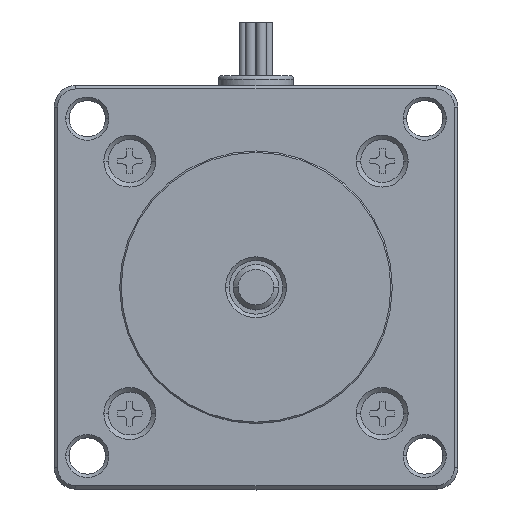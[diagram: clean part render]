
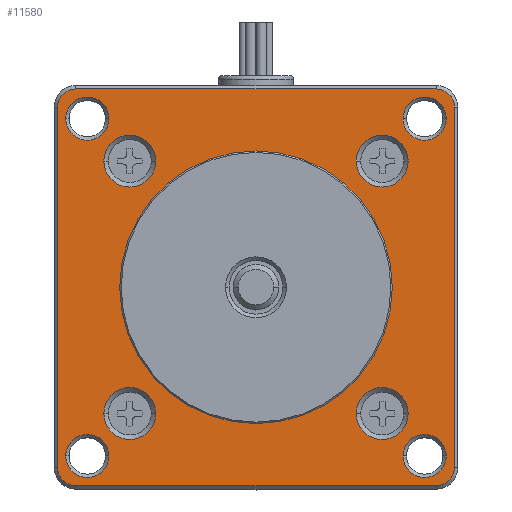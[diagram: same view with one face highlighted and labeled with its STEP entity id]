
A CAD part, top view. The second image highlights one B-rep face of the part: STEP entity #11580.
In plain terms, the highlighted planar face has unit normal (0, 0, 1).
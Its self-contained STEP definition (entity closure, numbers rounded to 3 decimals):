
#8610=CARTESIAN_POINT('',(17.642,-17.642,
0.));
#8620=DIRECTION('',(-0.,-0.,-1.));
#8630=DIRECTION('',(1.,0.,0.));
#8640=AXIS2_PLACEMENT_3D('',#8610,#8620,#8630);
#8650=CIRCLE('',#8640,3.63);
#8660=CARTESIAN_POINT('',(17.642,-14.012,
0.));
#8670=VERTEX_POINT('',#8660);
#8680=CARTESIAN_POINT('',(21.272,-17.642,0.));
#8690=VERTEX_POINT('',#8680);
#8700=EDGE_CURVE('',#8670,#8690,#8650,.T.);
#8840=CARTESIAN_POINT('',(14.012,-17.642,
0.));
#8850=VERTEX_POINT('',#8840);
#8880=EDGE_CURVE('',#8850,#8670,#8650,.T.);
#9530=CARTESIAN_POINT('',(-27.72,-27.72,0.));
#9540=DIRECTION('',(0.,0.,1.));
#9550=DIRECTION('',(1.,0.,-0.));
#9560=AXIS2_PLACEMENT_3D('',#9530,#9540,#9550);
#9570=PLANE('',#9560);
#9580=CARTESIAN_POINT('',(0.,27.72,-0.));
#9590=DIRECTION('',(1.,-0.,-0.));
#9600=VECTOR('',#9590,1.);
#9610=LINE('',#9580,#9600);
#9620=CARTESIAN_POINT('',(-25.2,27.72,0.));
#9630=VERTEX_POINT('',#9620);
#9640=CARTESIAN_POINT('',(25.2,27.72,0.));
#9650=VERTEX_POINT('',#9640);
#9660=EDGE_CURVE('',#9630,#9650,#9610,.T.);
#9670=ORIENTED_EDGE('',*,*,#9660,.F.);
#9680=CARTESIAN_POINT('',(25.2,25.2,0.));
#9690=DIRECTION('',(-0.,-0.,1.));
#9700=DIRECTION('',(-1.,0.,-0.));
#9710=AXIS2_PLACEMENT_3D('',#9680,#9690,#9700);
#9720=CIRCLE('',#9710,2.52);
#9730=CARTESIAN_POINT('',(27.72,25.2,
0.));
#9740=VERTEX_POINT('',#9730);
#9750=EDGE_CURVE('',#9740,#9650,#9720,.T.);
#9760=ORIENTED_EDGE('',*,*,#9750,.T.);
#9770=CARTESIAN_POINT('',(27.72,0.,0.));
#9780=DIRECTION('',(0.,-1.,-0.));
#9790=VECTOR('',#9780,1.);
#9800=LINE('',#9770,#9790);
#9810=CARTESIAN_POINT('',(27.72,-25.2,0.));
#9820=VERTEX_POINT('',#9810);
#9830=EDGE_CURVE('',#9740,#9820,#9800,.T.);
#9840=ORIENTED_EDGE('',*,*,#9830,.F.);
#9850=CARTESIAN_POINT('',(25.2,-25.2,0.));
#9860=DIRECTION('',(-0.,-0.,1.));
#9870=DIRECTION('',(-1.,0.,-0.));
#9880=AXIS2_PLACEMENT_3D('',#9850,#9860,#9870);
#9890=CIRCLE('',#9880,2.52);
#9900=CARTESIAN_POINT('',(25.2,-27.72,0.));
#9910=VERTEX_POINT('',#9900);
#9920=EDGE_CURVE('',#9910,#9820,#9890,.T.);
#9930=ORIENTED_EDGE('',*,*,#9920,.T.);
#9940=CARTESIAN_POINT('',(0.,-27.72,0.));
#9950=DIRECTION('',(-1.,-0.,-0.));
#9960=VECTOR('',#9950,1.);
#9970=LINE('',#9940,#9960);
#9980=CARTESIAN_POINT('',(-25.2,-27.72,0.));
#9990=VERTEX_POINT('',#9980);
#10000=EDGE_CURVE('',#9910,#9990,#9970,.T.);
#10010=ORIENTED_EDGE('',*,*,#10000,.F.);
#10020=CARTESIAN_POINT('',(-25.2,-25.2,0.));
#10030=DIRECTION('',(-0.,-0.,1.));
#10040=DIRECTION('',(-1.,0.,-0.));
#10050=AXIS2_PLACEMENT_3D('',#10020,#10030,#10040);
#10060=CIRCLE('',#10050,2.52);
#10070=CARTESIAN_POINT('',(-27.72,-25.2,0.));
#10080=VERTEX_POINT('',#10070);
#10090=EDGE_CURVE('',#10080,#9990,#10060,.T.);
#10100=ORIENTED_EDGE('',*,*,#10090,.T.);
#10110=CARTESIAN_POINT('',(-27.72,0.,0.));
#10120=DIRECTION('',(0.,1.,-0.));
#10130=VECTOR('',#10120,1.);
#10140=LINE('',#10110,#10130);
#10150=CARTESIAN_POINT('',(-27.72,25.2,0.));
#10160=VERTEX_POINT('',#10150);
#10170=EDGE_CURVE('',#10080,#10160,#10140,.T.);
#10180=ORIENTED_EDGE('',*,*,#10170,.F.);
#10190=CARTESIAN_POINT('',(-25.2,25.2,0.));
#10200=DIRECTION('',(-0.,-0.,1.));
#10210=DIRECTION('',(-1.,0.,-0.));
#10220=AXIS2_PLACEMENT_3D('',#10190,#10200,#10210);
#10230=CIRCLE('',#10220,2.52);
#10240=EDGE_CURVE('',#9630,#10160,#10230,.T.);
#10250=ORIENTED_EDGE('',*,*,#10240,.T.);
#10260=EDGE_LOOP('',(#10250,#10180,#10100,#10010,#9930,#9840,#9760,#9670
));
#10270=FACE_OUTER_BOUND('',#10260,.T.);
#10280=CARTESIAN_POINT('',(17.642,17.642,
0.));
#10290=DIRECTION('',(-0.,-0.,-1.));
#10300=DIRECTION('',(1.,0.,0.));
#10310=AXIS2_PLACEMENT_3D('',#10280,#10290,#10300);
#10320=CIRCLE('',#10310,3.63);
#10330=CARTESIAN_POINT('',(14.012,17.642,
0.));
#10340=VERTEX_POINT('',#10330);
#10350=CARTESIAN_POINT('',(21.272,17.642,
0.));
#10360=VERTEX_POINT('',#10350);
#10370=EDGE_CURVE('',#10340,#10360,#10320,.T.);
#10380=ORIENTED_EDGE('',*,*,#10370,.T.);
#10390=EDGE_CURVE('',#10360,#10340,#10320,.T.);
#10400=ORIENTED_EDGE('',*,*,#10390,.T.);
#10410=EDGE_LOOP('',(#10400,#10380));
#10420=FACE_BOUND('',#10410,.T.);
#10430=CARTESIAN_POINT('',(-17.642,17.642,
0.));
#10440=DIRECTION('',(-0.,-0.,-1.));
#10450=DIRECTION('',(1.,0.,0.));
#10460=AXIS2_PLACEMENT_3D('',#10430,#10440,#10450);
#10470=CIRCLE('',#10460,3.63);
#10480=CARTESIAN_POINT('',(-21.272,17.642,
0.));
#10490=VERTEX_POINT('',#10480);
#10500=CARTESIAN_POINT('',(-14.012,17.642,
0.));
#10510=VERTEX_POINT('',#10500);
#10520=EDGE_CURVE('',#10490,#10510,#10470,.T.);
#10530=ORIENTED_EDGE('',*,*,#10520,.T.);
#10540=CARTESIAN_POINT('',(-17.642,14.012,
0.));
#10550=VERTEX_POINT('',#10540);
#10560=EDGE_CURVE('',#10550,#10490,#10470,.T.);
#10570=ORIENTED_EDGE('',*,*,#10560,.T.);
#10580=EDGE_CURVE('',#10510,#10550,#10470,.T.);
#10590=ORIENTED_EDGE('',*,*,#10580,.T.);
#10600=EDGE_LOOP('',(#10590,#10570,#10530));
#10610=FACE_BOUND('',#10600,.T.);
#10620=CARTESIAN_POINT('',(-17.642,-17.642,
0.));
#10630=DIRECTION('',(-0.,-0.,-1.));
#10640=DIRECTION('',(1.,0.,0.));
#10650=AXIS2_PLACEMENT_3D('',#10620,#10630,#10640);
#10660=CIRCLE('',#10650,3.63);
#10670=CARTESIAN_POINT('',(-21.272,-17.642,
0.));
#10680=VERTEX_POINT('',#10670);
#10690=CARTESIAN_POINT('',(-14.012,-17.642,
0.));
#10700=VERTEX_POINT('',#10690);
#10710=EDGE_CURVE('',#10680,#10700,#10660,.T.);
#10720=ORIENTED_EDGE('',*,*,#10710,.T.);
#10730=EDGE_CURVE('',#10700,#10680,#10660,.T.);
#10740=ORIENTED_EDGE('',*,*,#10730,.T.);
#10750=EDGE_LOOP('',(#10740,#10720));
#10760=FACE_BOUND('',#10750,.T.);
#10770=EDGE_CURVE('',#8690,#8850,#8650,.T.);
#10780=ORIENTED_EDGE('',*,*,#10770,.T.);
#10790=ORIENTED_EDGE('',*,*,#8700,.T.);
#10800=ORIENTED_EDGE('',*,*,#8880,.T.);
#10810=EDGE_LOOP('',(#10800,#10790,#10780));
#10820=FACE_BOUND('',#10810,.T.);
#10830=CARTESIAN_POINT('',(-23.575,-23.575,
0.));
#10840=DIRECTION('',(-0.,-0.,-1.));
#10850=DIRECTION('',(1.,0.,0.));
#10860=AXIS2_PLACEMENT_3D('',#10830,#10840,#10850);
#10870=CIRCLE('',#10860,3.02);
#10880=CARTESIAN_POINT('',(-20.555,-23.575,0.));
#10890=VERTEX_POINT('',#10880);
#10900=CARTESIAN_POINT('',(-26.595,-23.575,
0.));
#10910=VERTEX_POINT('',#10900);
#10920=EDGE_CURVE('',#10890,#10910,#10870,.T.);
#10930=ORIENTED_EDGE('',*,*,#10920,.T.);
#10940=EDGE_CURVE('',#10910,#10890,#10870,.T.);
#10950=ORIENTED_EDGE('',*,*,#10940,.T.);
#10960=EDGE_LOOP('',(#10950,#10930));
#10970=FACE_BOUND('',#10960,.T.);
#10980=CARTESIAN_POINT('',(23.575,-23.575,
0.));
#10990=DIRECTION('',(-0.,-0.,-1.));
#11000=DIRECTION('',(1.,0.,0.));
#11010=AXIS2_PLACEMENT_3D('',#10980,#10990,#11000);
#11020=CIRCLE('',#11010,3.02);
#11030=CARTESIAN_POINT('',(26.595,-23.575,0.));
#11040=VERTEX_POINT('',#11030);
#11050=CARTESIAN_POINT('',(20.555,-23.575,
0.));
#11060=VERTEX_POINT('',#11050);
#11070=EDGE_CURVE('',#11040,#11060,#11020,.T.);
#11080=ORIENTED_EDGE('',*,*,#11070,.T.);
#11090=EDGE_CURVE('',#11060,#11040,#11020,.T.);
#11100=ORIENTED_EDGE('',*,*,#11090,.T.);
#11110=EDGE_LOOP('',(#11100,#11080));
#11120=FACE_BOUND('',#11110,.T.);
#11130=CARTESIAN_POINT('',(23.575,23.575,
0.));
#11140=DIRECTION('',(-0.,-0.,-1.));
#11150=DIRECTION('',(1.,0.,0.));
#11160=AXIS2_PLACEMENT_3D('',#11130,#11140,#11150);
#11170=CIRCLE('',#11160,3.02);
#11180=CARTESIAN_POINT('',(26.595,23.575,0.));
#11190=VERTEX_POINT('',#11180);
#11200=CARTESIAN_POINT('',(20.555,23.575,
0.));
#11210=VERTEX_POINT('',#11200);
#11220=EDGE_CURVE('',#11190,#11210,#11170,.T.);
#11230=ORIENTED_EDGE('',*,*,#11220,.T.);
#11240=EDGE_CURVE('',#11210,#11190,#11170,.T.);
#11250=ORIENTED_EDGE('',*,*,#11240,.T.);
#11260=EDGE_LOOP('',(#11250,#11230));
#11270=FACE_BOUND('',#11260,.T.);
#11280=CARTESIAN_POINT('',(-23.575,23.575,
0.));
#11290=DIRECTION('',(-0.,-0.,-1.));
#11300=DIRECTION('',(1.,0.,0.));
#11310=AXIS2_PLACEMENT_3D('',#11280,#11290,#11300);
#11320=CIRCLE('',#11310,3.02);
#11330=CARTESIAN_POINT('',(-20.555,23.575,0.));
#11340=VERTEX_POINT('',#11330);
#11350=CARTESIAN_POINT('',(-26.595,23.575,
0.));
#11360=VERTEX_POINT('',#11350);
#11370=EDGE_CURVE('',#11340,#11360,#11320,.T.);
#11380=ORIENTED_EDGE('',*,*,#11370,.T.);
#11390=EDGE_CURVE('',#11360,#11340,#11320,.T.);
#11400=ORIENTED_EDGE('',*,*,#11390,.T.);
#11410=EDGE_LOOP('',(#11400,#11380));
#11420=FACE_BOUND('',#11410,.T.);
#11430=CARTESIAN_POINT('',(0.,0.,0.)
);
#11440=DIRECTION('',(0.,0.,1.));
#11450=DIRECTION('',(1.,0.,0.));
#11460=AXIS2_PLACEMENT_3D('',#11430,#11440,#11450);
#11470=CIRCLE('',#11460,19.05);
#11480=CARTESIAN_POINT('',(19.05,0.,
0.));
#11490=VERTEX_POINT('',#11480);
#11500=CARTESIAN_POINT('',(-19.05,0.,0.));
#11510=VERTEX_POINT('',#11500);
#11520=EDGE_CURVE('',#11490,#11510,#11470,.T.);
#11530=ORIENTED_EDGE('',*,*,#11520,.F.);
#11540=EDGE_CURVE('',#11510,#11490,#11470,.T.);
#11550=ORIENTED_EDGE('',*,*,#11540,.F.);
#11560=EDGE_LOOP('',(#11550,#11530));
#11570=FACE_BOUND('',#11560,.T.);
#11580=ADVANCED_FACE('',(#10270,#10420,#10610,#10760,#10820,#10970,
#11120,#11270,#11420,#11570),#9570,.T.);
